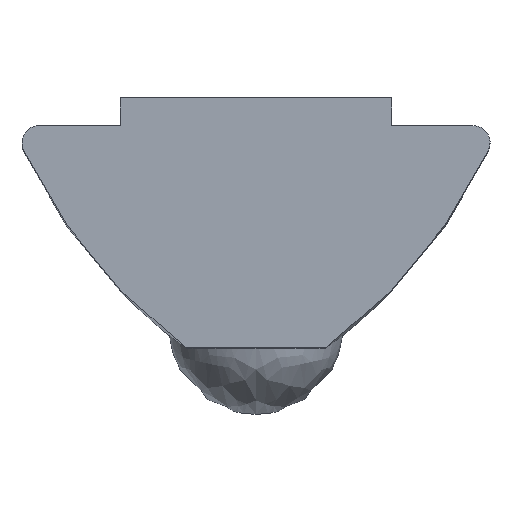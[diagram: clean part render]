
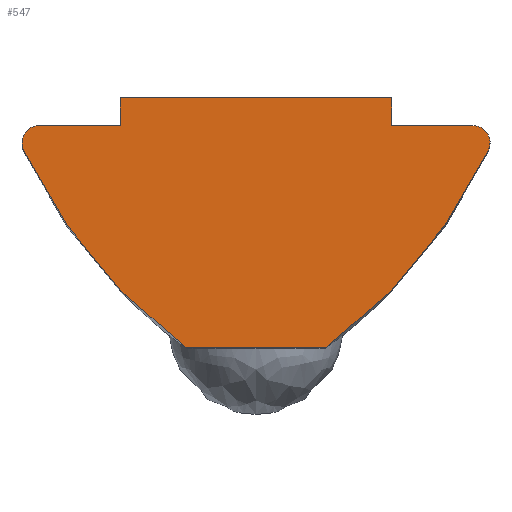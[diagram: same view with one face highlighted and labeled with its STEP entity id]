
A CAD part, top view. The second image highlights one B-rep face of the part: STEP entity #547.
In plain terms, the highlighted planar face has unit normal (0, 0, 1).
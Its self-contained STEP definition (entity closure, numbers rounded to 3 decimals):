
#1 = CARTESIAN_POINT ( 'NONE',  ( 0., -0.8, 22. ) ) ;
#6 = DIRECTION ( 'NONE',  ( -1., 0., 0. ) ) ;
#15 = VECTOR ( 'NONE', #572, 1000. ) ;
#28 = DIRECTION ( 'NONE',  ( 0., 0., 1. ) ) ;
#36 = VECTOR ( 'NONE', #825, 1000. ) ;
#42 = ORIENTED_EDGE ( 'NONE', *, *, #457, .F. ) ;
#49 = ORIENTED_EDGE ( 'NONE', *, *, #499, .T. ) ;
#65 = CIRCLE ( 'NONE', #346, 0.5 ) ;
#66 = AXIS2_PLACEMENT_3D ( 'NONE', #668, #290, #6 ) ;
#72 = VERTEX_POINT ( 'NONE', #393 ) ;
#77 = CARTESIAN_POINT ( 'NONE',  ( -6.879, 4.89, 22. ) ) ;
#96 = AXIS2_PLACEMENT_3D ( 'NONE', #730, #644, #335 ) ;
#100 = CARTESIAN_POINT ( 'NONE',  ( 0., 0., 22. ) ) ;
#115 = VERTEX_POINT ( 'NONE', #543 ) ;
#118 = ORIENTED_EDGE ( 'NONE', *, *, #357, .F. ) ;
#119 = DIRECTION ( 'NONE',  ( -1., 0., 0. ) ) ;
#141 = EDGE_CURVE ( 'NONE', #72, #716, #813, .T. ) ;
#169 = AXIS2_PLACEMENT_3D ( 'NONE', #721, #200, #119 ) ;
#173 = CIRCLE ( 'NONE', #458, 15. ) ;
#174 = LINE ( 'NONE', #871, #448 ) ;
#200 = DIRECTION ( 'NONE',  ( 0., 0., 1. ) ) ;
#203 = AXIS2_PLACEMENT_3D ( 'NONE', #100, #28, #799 ) ;
#213 = CARTESIAN_POINT ( 'NONE',  ( -3.9, -0.4, 22. ) ) ;
#216 = CARTESIAN_POINT ( 'NONE',  ( -6.733, -1.3, 22. ) ) ;
#226 = ORIENTED_EDGE ( 'NONE', *, *, #141, .T. ) ;
#228 = EDGE_CURVE ( 'NONE', #528, #320, #477, .T. ) ;
#233 = CIRCLE ( 'NONE', #169, 15. ) ;
#243 = EDGE_CURVE ( 'NONE', #273, #886, #365, .T. ) ;
#261 = VERTEX_POINT ( 'NONE', #569 ) ;
#273 = VERTEX_POINT ( 'NONE', #819 ) ;
#290 = DIRECTION ( 'NONE',  ( 0., 0., -1. ) ) ;
#302 = ORIENTED_EDGE ( 'NONE', *, *, #925, .F. ) ;
#311 = ORIENTED_EDGE ( 'NONE', *, *, #243, .F. ) ;
#320 = VERTEX_POINT ( 'NONE', #216 ) ;
#335 = DIRECTION ( 'NONE',  ( -1., 0., 0. ) ) ;
#336 = DIRECTION ( 'NONE',  ( -1., 0., 0. ) ) ;
#346 = AXIS2_PLACEMENT_3D ( 'NONE', #484, #645, #336 ) ;
#357 = EDGE_CURVE ( 'NONE', #72, #376, #658, .T. ) ;
#364 = DIRECTION ( 'NONE',  ( -1., 0., 0. ) ) ;
#365 = LINE ( 'NONE', #959, #15 ) ;
#376 = VERTEX_POINT ( 'NONE', #663 ) ;
#392 = ORIENTED_EDGE ( 'NONE', *, *, #228, .F. ) ;
#393 = CARTESIAN_POINT ( 'NONE',  ( 3.9, 0., 22. ) ) ;
#411 = FACE_OUTER_BOUND ( 'NONE', #753, .T. ) ;
#413 = DIRECTION ( 'NONE',  ( -1., 0., 0. ) ) ;
#442 = CARTESIAN_POINT ( 'NONE',  ( -2., -7.2, 22. ) ) ;
#444 = VERTEX_POINT ( 'NONE', #593 ) ;
#445 = VERTEX_POINT ( 'NONE', #519 ) ;
#448 = VECTOR ( 'NONE', #413, 1000. ) ;
#457 = EDGE_CURVE ( 'NONE', #320, #445, #950, .T. ) ;
#458 = AXIS2_PLACEMENT_3D ( 'NONE', #77, #679, #759 ) ;
#477 = CIRCLE ( 'NONE', #96, 0.5 ) ;
#484 = CARTESIAN_POINT ( 'NONE',  ( 6.233, -1.3, 22. ) ) ;
#492 = ORIENTED_EDGE ( 'NONE', *, *, #738, .F. ) ;
#499 = EDGE_CURVE ( 'NONE', #261, #376, #880, .T. ) ;
#508 = ORIENTED_EDGE ( 'NONE', *, *, #647, .T. ) ;
#510 = DIRECTION ( 'NONE',  ( 0., -1., 0. ) ) ;
#519 = CARTESIAN_POINT ( 'NONE',  ( -6.233, -0.8, 22. ) ) ;
#528 = VERTEX_POINT ( 'NONE', #620 ) ;
#543 = CARTESIAN_POINT ( 'NONE',  ( -3.9, -0.8, 22. ) ) ;
#547 = ADVANCED_FACE ( 'NONE', ( #411 ), #865, .T. ) ;
#559 = CARTESIAN_POINT ( 'NONE',  ( 0., 0., 22. ) ) ;
#569 = CARTESIAN_POINT ( 'NONE',  ( 6.233, -0.8, 22. ) ) ;
#572 = DIRECTION ( 'NONE',  ( -1., 0., 0. ) ) ;
#593 = CARTESIAN_POINT ( 'NONE',  ( 6.686, -1.513, 22. ) ) ;
#620 = CARTESIAN_POINT ( 'NONE',  ( -6.686, -1.513, 22. ) ) ;
#644 = DIRECTION ( 'NONE',  ( 0., 0., -1. ) ) ;
#645 = DIRECTION ( 'NONE',  ( 0., 0., 1. ) ) ;
#647 = EDGE_CURVE ( 'NONE', #115, #445, #174, .T. ) ;
#655 = CARTESIAN_POINT ( 'NONE',  ( 3.9, -0.4, 22. ) ) ;
#658 = LINE ( 'NONE', #655, #892 ) ;
#663 = CARTESIAN_POINT ( 'NONE',  ( 3.9, -0.8, 22. ) ) ;
#668 = CARTESIAN_POINT ( 'NONE',  ( -6.233, -1.3, 22. ) ) ;
#675 = EDGE_CURVE ( 'NONE', #444, #261, #65, .T. ) ;
#679 = DIRECTION ( 'NONE',  ( 0., 0., -1. ) ) ;
#682 = EDGE_CURVE ( 'NONE', #528, #886, #233, .T. ) ;
#683 = VECTOR ( 'NONE', #364, 1000. ) ;
#685 = VECTOR ( 'NONE', #715, 1000. ) ;
#715 = DIRECTION ( 'NONE',  ( -1., 0., 0. ) ) ;
#716 = VERTEX_POINT ( 'NONE', #877 ) ;
#721 = CARTESIAN_POINT ( 'NONE',  ( 6.879, 4.89, 22. ) ) ;
#730 = CARTESIAN_POINT ( 'NONE',  ( -6.233, -1.3, 22. ) ) ;
#738 = EDGE_CURVE ( 'NONE', #115, #716, #811, .T. ) ;
#753 = EDGE_LOOP ( 'NONE', ( #851, #49, #118, #226, #492, #508, #42, #392, #918, #311, #302 ) ) ;
#759 = DIRECTION ( 'NONE',  ( -1., 0., 0. ) ) ;
#799 = DIRECTION ( 'NONE',  ( 1., 0., 0. ) ) ;
#811 = LINE ( 'NONE', #213, #36 ) ;
#813 = LINE ( 'NONE', #559, #685 ) ;
#819 = CARTESIAN_POINT ( 'NONE',  ( 2., -7.2, 22. ) ) ;
#825 = DIRECTION ( 'NONE',  ( 0., 1., 0. ) ) ;
#851 = ORIENTED_EDGE ( 'NONE', *, *, #675, .T. ) ;
#865 = PLANE ( 'NONE',  #203 ) ;
#871 = CARTESIAN_POINT ( 'NONE',  ( 0., -0.8, 22. ) ) ;
#877 = CARTESIAN_POINT ( 'NONE',  ( -3.9, 0., 22. ) ) ;
#880 = LINE ( 'NONE', #1, #683 ) ;
#886 = VERTEX_POINT ( 'NONE', #442 ) ;
#892 = VECTOR ( 'NONE', #510, 1000. ) ;
#918 = ORIENTED_EDGE ( 'NONE', *, *, #682, .T. ) ;
#925 = EDGE_CURVE ( 'NONE', #444, #273, #173, .T. ) ;
#950 = CIRCLE ( 'NONE', #66, 0.5 ) ;
#959 = CARTESIAN_POINT ( 'NONE',  ( 2., -7.2, 22. ) ) ;
